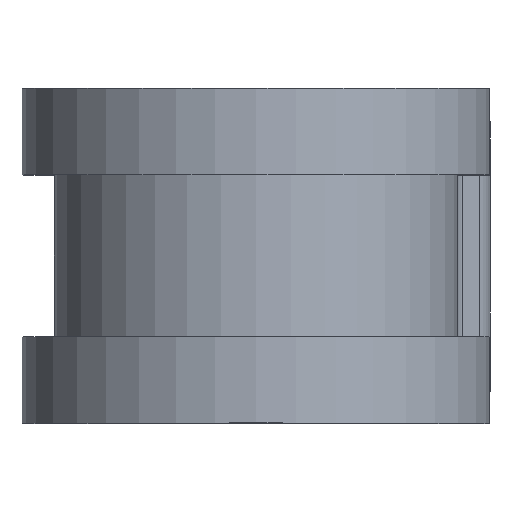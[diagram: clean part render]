
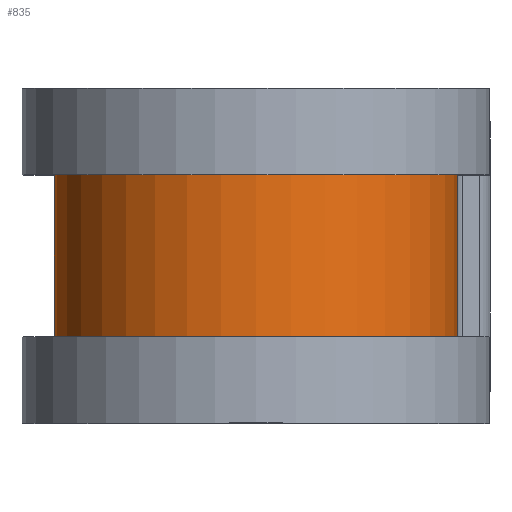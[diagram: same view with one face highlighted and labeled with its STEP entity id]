
A CAD part, top view. The second image highlights one B-rep face of the part: STEP entity #835.
In plain terms, the highlighted cylindrical face has radius 9.474 mm (diameter 18.948 mm), a partial arc.
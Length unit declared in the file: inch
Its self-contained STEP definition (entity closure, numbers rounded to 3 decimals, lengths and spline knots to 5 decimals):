
#34 = DIRECTION ( 'NONE',  ( 0., 0., -1. ) ) ;
#40 = CYLINDRICAL_SURFACE ( 'NONE', #611, 0.373 ) ;
#99 = CARTESIAN_POINT ( 'NONE',  ( 0., 0.15, -0.373 ) ) ;
#178 = EDGE_CURVE ( 'NONE', #489, #1195, #1660, .T. ) ;
#300 = AXIS2_PLACEMENT_3D ( 'NONE', #311, #421, #424 ) ;
#311 = CARTESIAN_POINT ( 'NONE',  ( 0., -0.15, 0. ) ) ;
#338 = EDGE_CURVE ( 'NONE', #1278, #415, #761, .T. ) ;
#415 = VERTEX_POINT ( 'NONE', #1199 ) ;
#421 = DIRECTION ( 'NONE',  ( 0., -1., 0. ) ) ;
#424 = DIRECTION ( 'NONE',  ( 0., 0., -1. ) ) ;
#489 = VERTEX_POINT ( 'NONE', #1714 ) ;
#534 = DIRECTION ( 'NONE',  ( 0., -1., 0. ) ) ;
#548 = DIRECTION ( 'NONE',  ( 0., -1., 0. ) ) ;
#566 = AXIS2_PLACEMENT_3D ( 'NONE', #1414, #534, #1531 ) ;
#611 = AXIS2_PLACEMENT_3D ( 'NONE', #954, #942, #34 ) ;
#618 = ORIENTED_EDGE ( 'NONE', *, *, #1014, .T. ) ;
#710 = CARTESIAN_POINT ( 'NONE',  ( 0., 0.25, -0.373 ) ) ;
#715 = ORIENTED_EDGE ( 'NONE', *, *, #178, .T. ) ;
#761 = CIRCLE ( 'NONE', #300, 0.373 ) ;
#775 = VECTOR ( 'NONE', #1479, 39.37008 ) ;
#784 = LINE ( 'NONE', #710, #775 ) ;
#812 = CARTESIAN_POINT ( 'NONE',  ( 0.373, 0.25, 0. ) ) ;
#835 = ADVANCED_FACE ( 'NONE', ( #1184 ), #40, .T. ) ;
#916 = LINE ( 'NONE', #812, #1000 ) ;
#918 = EDGE_CURVE ( 'NONE', #489, #1278, #916, .T. ) ;
#942 = DIRECTION ( 'NONE',  ( 0., -1., 0. ) ) ;
#954 = CARTESIAN_POINT ( 'NONE',  ( 0., 0.25, 0. ) ) ;
#968 = ORIENTED_EDGE ( 'NONE', *, *, #918, .F. ) ;
#1000 = VECTOR ( 'NONE', #548, 39.37008 ) ;
#1014 = EDGE_CURVE ( 'NONE', #1195, #415, #784, .T. ) ;
#1184 = FACE_OUTER_BOUND ( 'NONE', #1480, .T. ) ;
#1195 = VERTEX_POINT ( 'NONE', #99 ) ;
#1199 = CARTESIAN_POINT ( 'NONE',  ( 0., -0.15, -0.373 ) ) ;
#1278 = VERTEX_POINT ( 'NONE', #1317 ) ;
#1317 = CARTESIAN_POINT ( 'NONE',  ( 0.373, -0.15, 0. ) ) ;
#1414 = CARTESIAN_POINT ( 'NONE',  ( 0., 0.15, 0. ) ) ;
#1479 = DIRECTION ( 'NONE',  ( 0., -1., 0. ) ) ;
#1480 = EDGE_LOOP ( 'NONE', ( #968, #715, #618, #1651 ) ) ;
#1531 = DIRECTION ( 'NONE',  ( 0., 0., -1. ) ) ;
#1651 = ORIENTED_EDGE ( 'NONE', *, *, #338, .F. ) ;
#1660 = CIRCLE ( 'NONE', #566, 0.373 ) ;
#1714 = CARTESIAN_POINT ( 'NONE',  ( 0.373, 0.15, 0. ) ) ;
